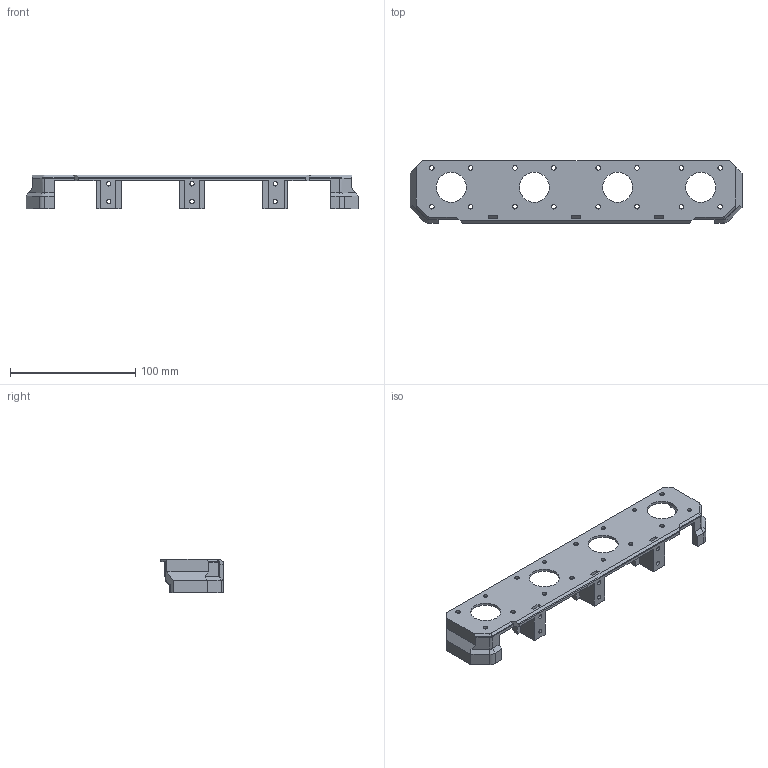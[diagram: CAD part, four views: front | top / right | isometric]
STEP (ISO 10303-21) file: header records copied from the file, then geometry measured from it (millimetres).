
FILE_DESCRIPTION(/* description */ ('STEP AP214'),/* implementation_level */ '2;1');
FILE_NAME(/* name */ '4 CX-1 Extruder Block Orange Storm Giga_.step',/* time_stamp */ '2024-11-26T16:03:47+01:00',/* author */ (''),/* organization */ (''),/* preprocessor_version */ 'ST-DEVELOPER v20',/* originating_system */ 'Autodesk Translation Framework v13.20.0.188',/* authorisation */ '');
FILE_SCHEMA (('AUTOMOTIVE_DESIGN { 1 0 10303 214 3 1 1 }'));
Length unit declared in the file: millimetre
Products named in the file (1): 4cx1 holde
Bounding box: 265 x 50 x 27 mm (x, y, z)
Volume: 70195.4 mm3; surface area: 39564.2 mm2
Topology: 1 solids, 1 shells, 166 faces, 452 edges, 294 vertices
Faces by surface type: plane 103, cylinder 51, bspline 10, cone 2
Full cylindrical faces by diameter (mm): 3.45 x9, 3.6 x16, 4.25 x3, 24 x4
Entity records: 5905 total; most frequent: CARTESIAN_POINT 1506, ORIENTED_EDGE 904, DIRECTION 862, EDGE_CURVE 452, LINE 332, VECTOR 332, VERTEX_POINT 294, AXIS2_PLACEMENT_3D 265
